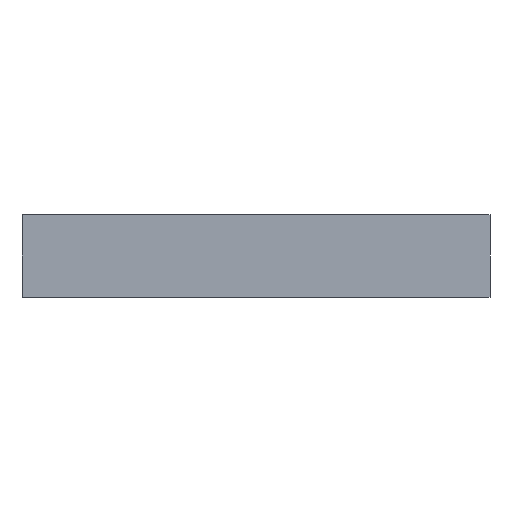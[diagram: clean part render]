
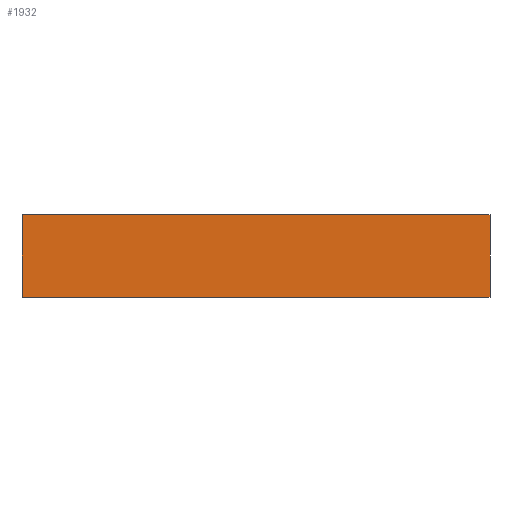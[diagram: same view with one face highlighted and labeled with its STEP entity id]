
A CAD part, left-side view. The second image highlights one B-rep face of the part: STEP entity #1932.
In plain terms, the highlighted planar face has unit normal (-1, 0, 0).
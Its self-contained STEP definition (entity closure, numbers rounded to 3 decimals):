
#502 = EDGE_CURVE('',#503,#505,#507,.T.);
#503 = VERTEX_POINT('',#504);
#504 = CARTESIAN_POINT('',(0.,170.,590.));
#505 = VERTEX_POINT('',#506);
#506 = CARTESIAN_POINT('',(0.,0.,590.));
#507 = LINE('',#508,#509);
#508 = CARTESIAN_POINT('',(0.,170.,590.));
#509 = VECTOR('',#510,1.);
#510 = DIRECTION('',(0.,-1.,0.));
#986 = VERTEX_POINT('',#987);
#987 = CARTESIAN_POINT('',(0.,170.,560.));
#995 = EDGE_CURVE('',#986,#996,#998,.T.);
#996 = VERTEX_POINT('',#997);
#997 = CARTESIAN_POINT('',(0.,0.,560.));
#998 = LINE('',#999,#1000);
#999 = CARTESIAN_POINT('',(0.,170.,560.));
#1000 = VECTOR('',#1001,1.);
#1001 = DIRECTION('',(0.,-1.,0.));
#1932 = ADVANCED_FACE('',(#1933),#1949,.F.);
#1933 = FACE_BOUND('',#1934,.F.);
#1934 = EDGE_LOOP('',(#1935,#1941,#1942,#1948));
#1935 = ORIENTED_EDGE('',*,*,#1936,.F.);
#1936 = EDGE_CURVE('',#996,#505,#1937,.T.);
#1937 = LINE('',#1938,#1939);
#1938 = CARTESIAN_POINT('',(0.,0.,0.));
#1939 = VECTOR('',#1940,1.);
#1940 = DIRECTION('',(0.,0.,1.));
#1941 = ORIENTED_EDGE('',*,*,#995,.F.);
#1942 = ORIENTED_EDGE('',*,*,#1943,.T.);
#1943 = EDGE_CURVE('',#986,#503,#1944,.T.);
#1944 = LINE('',#1945,#1946);
#1945 = CARTESIAN_POINT('',(0.,170.,0.));
#1946 = VECTOR('',#1947,1.);
#1947 = DIRECTION('',(0.,0.,1.));
#1948 = ORIENTED_EDGE('',*,*,#502,.T.);
#1949 = PLANE('',#1950);
#1950 = AXIS2_PLACEMENT_3D('',#1951,#1952,#1953);
#1951 = CARTESIAN_POINT('',(0.,170.,0.));
#1952 = DIRECTION('',(1.,0.,0.));
#1953 = DIRECTION('',(0.,-1.,0.));
